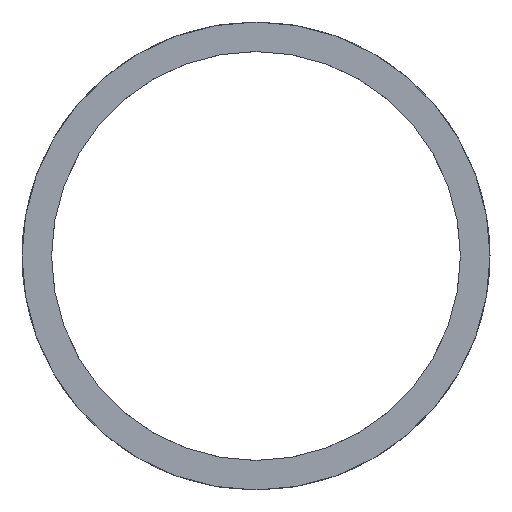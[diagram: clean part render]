
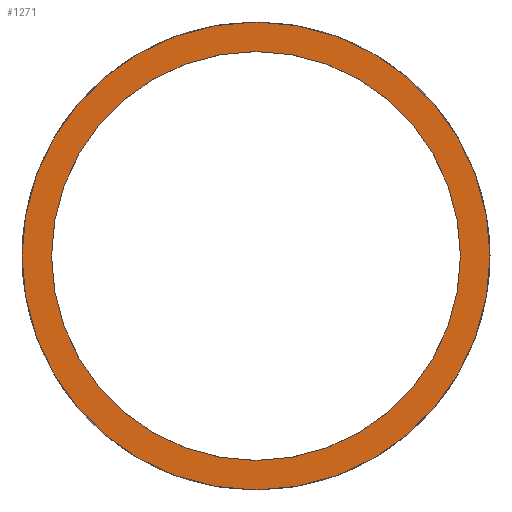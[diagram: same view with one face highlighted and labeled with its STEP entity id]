
A CAD part, left-side view. The second image highlights one B-rep face of the part: STEP entity #1271.
In plain terms, the highlighted planar face has unit normal (-1, 0, 0).
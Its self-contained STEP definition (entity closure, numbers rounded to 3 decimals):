
#25 = DIRECTION ( 'NONE',  ( 0., 0., -1. ) ) ;
#33 = CIRCLE ( 'NONE', #1464, 11.875 ) ;
#79 = VERTEX_POINT ( 'NONE', #2612 ) ;
#181 = AXIS2_PLACEMENT_3D ( 'NONE', #3080, #1526, #1161 ) ;
#364 = CARTESIAN_POINT ( 'NONE',  ( -29., 0., 0. ) ) ;
#400 = DIRECTION ( 'NONE',  ( 1., 0., 0. ) ) ;
#414 = DIRECTION ( 'NONE',  ( 1., 0., 0. ) ) ;
#743 = CIRCLE ( 'NONE', #181, 11.875 ) ;
#754 = CARTESIAN_POINT ( 'NONE',  ( -29., 0., -11.875 ) ) ;
#873 = ORIENTED_EDGE ( 'NONE', *, *, #4697, .T. ) ;
#888 = CARTESIAN_POINT ( 'NONE',  ( -29., 0., 0. ) ) ;
#973 = EDGE_CURVE ( 'NONE', #2444, #79, #33, .T. ) ;
#1020 = ORIENTED_EDGE ( 'NONE', *, *, #973, .F. ) ;
#1086 = CARTESIAN_POINT ( 'NONE',  ( -29., 0., 10.375 ) ) ;
#1161 = DIRECTION ( 'NONE',  ( 0., 0., -1. ) ) ;
#1245 = CARTESIAN_POINT ( 'NONE',  ( -29., 0., -10.375 ) ) ;
#1271 = ADVANCED_FACE ( 'NONE', ( #2390, #2722 ), #3445, .F. ) ;
#1311 = DIRECTION ( 'NONE',  ( 1., 0., 0. ) ) ;
#1353 = DIRECTION ( 'NONE',  ( 1., 0., 0. ) ) ;
#1464 = AXIS2_PLACEMENT_3D ( 'NONE', #4040, #1353, #4321 ) ;
#1526 = DIRECTION ( 'NONE',  ( 1., 0., 0. ) ) ;
#1590 = CARTESIAN_POINT ( 'NONE',  ( -29., 0., 0. ) ) ;
#1678 = DIRECTION ( 'NONE',  ( 0., 0., -1. ) ) ;
#2174 = CIRCLE ( 'NONE', #3689, 10.375 ) ;
#2390 = FACE_BOUND ( 'NONE', #3879, .T. ) ;
#2414 = AXIS2_PLACEMENT_3D ( 'NONE', #364, #414, #3104 ) ;
#2444 = VERTEX_POINT ( 'NONE', #754 ) ;
#2598 = EDGE_LOOP ( 'NONE', ( #4052, #1020 ) ) ;
#2612 = CARTESIAN_POINT ( 'NONE',  ( -29., 0., 11.875 ) ) ;
#2722 = FACE_OUTER_BOUND ( 'NONE', #2598, .T. ) ;
#3080 = CARTESIAN_POINT ( 'NONE',  ( -29., 0., 0. ) ) ;
#3104 = DIRECTION ( 'NONE',  ( 0., 0., -1. ) ) ;
#3203 = ORIENTED_EDGE ( 'NONE', *, *, #4873, .T. ) ;
#3352 = AXIS2_PLACEMENT_3D ( 'NONE', #1590, #400, #25 ) ;
#3445 = PLANE ( 'NONE',  #3352 ) ;
#3511 = VERTEX_POINT ( 'NONE', #1086 ) ;
#3689 = AXIS2_PLACEMENT_3D ( 'NONE', #888, #1311, #1678 ) ;
#3716 = EDGE_CURVE ( 'NONE', #79, #2444, #743, .T. ) ;
#3879 = EDGE_LOOP ( 'NONE', ( #873, #3203 ) ) ;
#4040 = CARTESIAN_POINT ( 'NONE',  ( -29., 0., 0. ) ) ;
#4052 = ORIENTED_EDGE ( 'NONE', *, *, #3716, .F. ) ;
#4143 = VERTEX_POINT ( 'NONE', #1245 ) ;
#4321 = DIRECTION ( 'NONE',  ( 0., 0., -1. ) ) ;
#4501 = CIRCLE ( 'NONE', #2414, 10.375 ) ;
#4697 = EDGE_CURVE ( 'NONE', #3511, #4143, #4501, .T. ) ;
#4873 = EDGE_CURVE ( 'NONE', #4143, #3511, #2174, .T. ) ;
